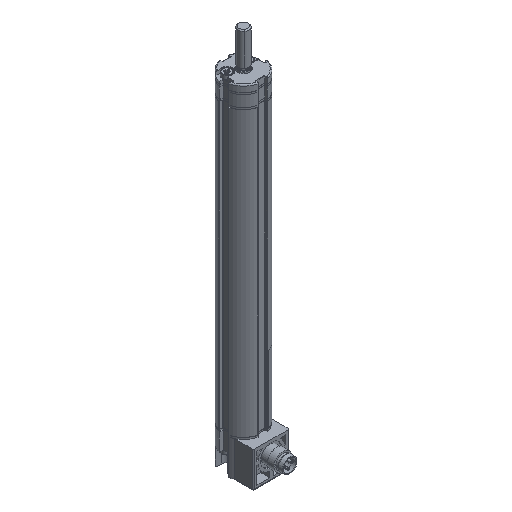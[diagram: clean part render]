
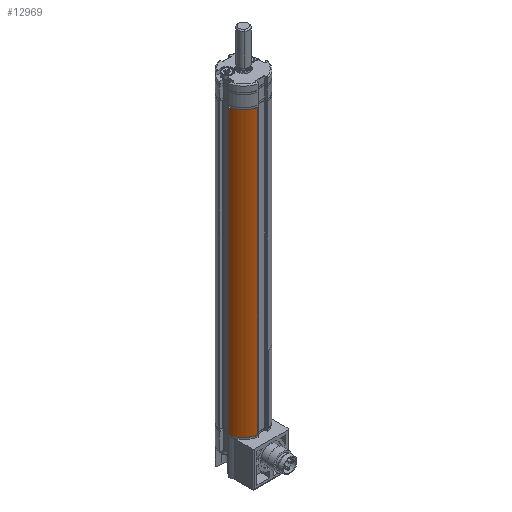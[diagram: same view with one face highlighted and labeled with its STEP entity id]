
A CAD part, isometric view. The second image highlights one B-rep face of the part: STEP entity #12969.
In plain terms, the highlighted cylindrical face has radius 9 mm (diameter 18 mm), a partial arc.
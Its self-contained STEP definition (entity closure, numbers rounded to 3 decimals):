
#117 = AXIS2_PLACEMENT_3D ( 'NONE', #6602, #19174, #8448 ) ;
#513 = ORIENTED_EDGE ( 'NONE', *, *, #16705, .T. ) ;
#650 = EDGE_LOOP ( 'NONE', ( #13831, #19058, #17385, #513 ) ) ;
#867 = EDGE_CURVE ( 'NONE', #15480, #16469, #18837, .T. ) ;
#986 = DIRECTION ( 'NONE',  ( 0., 0., 1. ) ) ;
#1036 = AXIS2_PLACEMENT_3D ( 'NONE', #17733, #7010, #19558 ) ;
#3453 = AXIS2_PLACEMENT_3D ( 'NONE', #18905, #4521, #17154 ) ;
#3558 = CARTESIAN_POINT ( 'NONE',  ( -2.25, -8.714, 0. ) ) ;
#3850 = VERTEX_POINT ( 'NONE', #3558 ) ;
#4044 = CARTESIAN_POINT ( 'NONE',  ( -8.714, -2.25, 127. ) ) ;
#4521 = DIRECTION ( 'NONE',  ( 0., 0., -1. ) ) ;
#6602 = CARTESIAN_POINT ( 'NONE',  ( 0., 0., 0. ) ) ;
#7010 = DIRECTION ( 'NONE',  ( 0., 0., 1. ) ) ;
#7891 = CIRCLE ( 'NONE', #117, 9. ) ;
#8448 = DIRECTION ( 'NONE',  ( 1., 0., 0. ) ) ;
#8571 = VECTOR ( 'NONE', #986, 1000. ) ;
#10132 = CARTESIAN_POINT ( 'NONE',  ( -8.714, -2.25, 0. ) ) ;
#10568 = VERTEX_POINT ( 'NONE', #10132 ) ;
#12466 = FACE_OUTER_BOUND ( 'NONE', #650, .T. ) ;
#12969 = ADVANCED_FACE ( 'NONE', ( #12466 ), #14968, .T. ) ;
#13831 = ORIENTED_EDGE ( 'NONE', *, *, #22947, .T. ) ;
#14276 = VECTOR ( 'NONE', #20241, 1000. ) ;
#14968 = CYLINDRICAL_SURFACE ( 'NONE', #3453, 9. ) ;
#15480 = VERTEX_POINT ( 'NONE', #19762 ) ;
#16469 = VERTEX_POINT ( 'NONE', #19564 ) ;
#16705 = EDGE_CURVE ( 'NONE', #15480, #10568, #19076, .T. ) ;
#17154 = DIRECTION ( 'NONE',  ( -1., 0., 0. ) ) ;
#17385 = ORIENTED_EDGE ( 'NONE', *, *, #867, .F. ) ;
#17733 = CARTESIAN_POINT ( 'NONE',  ( 0., 0., 127. ) ) ;
#18837 = CIRCLE ( 'NONE', #1036, 9. ) ;
#18905 = CARTESIAN_POINT ( 'NONE',  ( 0., 0., 127. ) ) ;
#19058 = ORIENTED_EDGE ( 'NONE', *, *, #21384, .T. ) ;
#19076 = LINE ( 'NONE', #4044, #14276 ) ;
#19174 = DIRECTION ( 'NONE',  ( 0., 0., 1. ) ) ;
#19558 = DIRECTION ( 'NONE',  ( 1., 0., 0. ) ) ;
#19564 = CARTESIAN_POINT ( 'NONE',  ( -2.25, -8.714, 127. ) ) ;
#19762 = CARTESIAN_POINT ( 'NONE',  ( -8.714, -2.25, 127. ) ) ;
#20241 = DIRECTION ( 'NONE',  ( 0., 0., -1. ) ) ;
#21384 = EDGE_CURVE ( 'NONE', #3850, #16469, #22841, .T. ) ;
#22557 = CARTESIAN_POINT ( 'NONE',  ( -2.25, -8.714, 127. ) ) ;
#22841 = LINE ( 'NONE', #22557, #8571 ) ;
#22947 = EDGE_CURVE ( 'NONE', #10568, #3850, #7891, .T. ) ;
